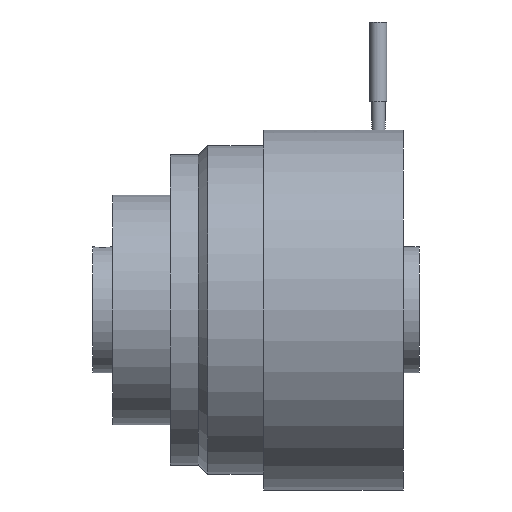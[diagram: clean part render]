
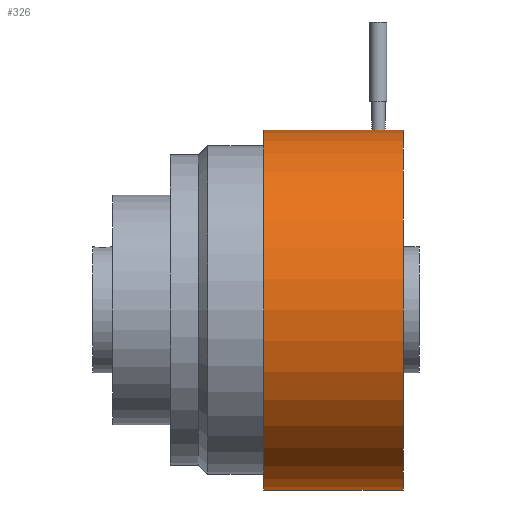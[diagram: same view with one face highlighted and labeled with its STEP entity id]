
A CAD part, front view. The second image highlights one B-rep face of the part: STEP entity #326.
In plain terms, the highlighted cylindrical face has radius 57.15 mm (diameter 114.3 mm), a partial arc.
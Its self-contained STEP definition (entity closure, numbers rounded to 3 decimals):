
#87=CARTESIAN_POINT('POINT94',(92.837,0.,
   57.15));
#88=VERTEX_POINT('VERTEX94',#87);
#96=CARTESIAN_POINT('POINT95',(88.519,0.,
   57.15));
#97=VERTEX_POINT('VERTEX95',#96);
#104=CARTESIAN_POINT('POINT96',(90.678,-2.159,
   57.109));
#105=VERTEX_POINT('VERTEX96',#104);
#106=B_SPLINE_CURVE_WITH_KNOTS('SPLINE_CRV10',3,(#107,#108,#109,#110,
   #111,#112,#113,#114,#115,#116),.UNSPECIFIED.,.F.,.F.,(4,2,2,2,4),(
   0.,0.032,0.064,
   0.096,0.128),.UNSPECIFIED.);
#107=CARTESIAN_POINT('',(90.678,-2.159,57.109))
   ;
#108=CARTESIAN_POINT('',(90.407,-2.159,
   57.109));
#109=CARTESIAN_POINT('',(90.118,-2.105,
   57.111));
#110=CARTESIAN_POINT('',(89.586,-1.884,
   57.119));
#111=CARTESIAN_POINT('',(89.343,-1.718,
   57.124));
#112=CARTESIAN_POINT('',(88.96,-1.335,
   57.135));
#113=CARTESIAN_POINT('',(88.794,-1.092,
   57.14));
#114=CARTESIAN_POINT('',(88.573,-0.56,
   57.148));
#115=CARTESIAN_POINT('',(88.519,-0.271,57.15))
   ;
#116=CARTESIAN_POINT('',(88.519,0.,57.15))
   ;
#117=EDGE_CURVE('EDGE155',#105,#97,#106,.T.);
#119=B_SPLINE_CURVE_WITH_KNOTS('SPLINE_CRV11',3,(#120,#121,#122,#123,
   #124,#125,#126,#127,#128,#129),.UNSPECIFIED.,.F.,.F.,(4,2,2,2,4),(
   0.384,0.416,0.448,
   0.48,0.512),.UNSPECIFIED.);
#120=CARTESIAN_POINT('',(92.837,0.,57.15));
#121=CARTESIAN_POINT('',(92.837,-0.271,57.15))
   ;
#122=CARTESIAN_POINT('',(92.783,-0.56,
   57.148));
#123=CARTESIAN_POINT('',(92.562,-1.092,
   57.14));
#124=CARTESIAN_POINT('',(92.396,-1.335,
   57.135));
#125=CARTESIAN_POINT('',(92.013,-1.718,
   57.124));
#126=CARTESIAN_POINT('',(91.77,-1.884,
   57.119));
#127=CARTESIAN_POINT('',(91.238,-2.105,
   57.111));
#128=CARTESIAN_POINT('',(90.949,-2.159,
   57.109));
#129=CARTESIAN_POINT('',(90.678,-2.159,57.109))
   ;
#130=EDGE_CURVE('EDGE156',#88,#105,#119,.T.);
#182=CARTESIAN_POINT('POINT99',(54.204,0.,
   57.15));
#183=VERTEX_POINT('VERTEX99',#182);
#184=CARTESIAN_POINT('POINT100',(54.204,0.,
   -57.15));
#185=VERTEX_POINT('VERTEX100',#184);
#186=CARTESIAN_POINT('POS151',(54.204,0.,0.));
#187=DIRECTION('DIR234',(-1.,0.,0.));
#188=DIRECTION('DIR235',(0.,0.,1.));
#189=AXIS2_PLACEMENT_3D('AXIS84',#186,#187,#188);
#190=CIRCLE('ELLIPSE40',#189,57.15);
#193=EDGE_CURVE('EDGE161',#185,#183,#190,.T.);
#287=CARTESIAN_POINT('POINT109',(98.552,0.,
   57.15));
#288=VERTEX_POINT('VERTEX109',#287);
#289=CARTESIAN_POINT('POS161',(76.378,0.,
   57.15));
#290=DIRECTION('DIR254',(-1.,0.,0.));
#291=VECTOR('VEC68',#290,1.);
#292=LINE('STRAIGHT68',#289,#291);
#293=EDGE_CURVE('EDGE170',#288,#88,#292,.T.);
#294=ORIENTED_EDGE('COEDGE324',*,*,#293,.T.);
#295=ORIENTED_EDGE('COEDGE325',*,*,#130,.T.);
#296=ORIENTED_EDGE('COEDGE326',*,*,#117,.T.);
#297=CARTESIAN_POINT('POS162',(76.378,0.,
   57.15));
#298=DIRECTION('DIR255',(-1.,0.,0.));
#299=VECTOR('VEC69',#298,1.);
#300=LINE('STRAIGHT69',#297,#299);
#301=EDGE_CURVE('EDGE171',#97,#183,#300,.T.);
#302=ORIENTED_EDGE('COEDGE327',*,*,#301,.T.);
#303=ORIENTED_EDGE('COEDGE328',*,*,#193,.F.);
#304=CARTESIAN_POINT('POINT110',(98.552,0.,
   -57.15));
#305=VERTEX_POINT('VERTEX110',#304);
#306=CARTESIAN_POINT('POS163',(76.378,0.,
   -57.15));
#307=DIRECTION('DIR256',(1.,0.,0.));
#308=VECTOR('VEC70',#307,1.);
#309=LINE('STRAIGHT70',#306,#308);
#310=EDGE_CURVE('EDGE172',#185,#305,#309,.T.);
#311=ORIENTED_EDGE('COEDGE329',*,*,#310,.T.);
#312=CARTESIAN_POINT('POS164',(98.552,0.,0.));
#313=DIRECTION('DIR257',(-1.,0.,0.));
#314=DIRECTION('DIR258',(0.,0.,1.));
#315=AXIS2_PLACEMENT_3D('AXIS94',#312,#313,#314);
#316=CIRCLE('ELLIPSE45',#315,57.15);
#317=EDGE_CURVE('EDGE173',#305,#288,#316,.T.);
#318=ORIENTED_EDGE('COEDGE330',*,*,#317,.T.);
#319=EDGE_LOOP('NONE',(#294,#295,#296,#302,#303,#311,#318));
#320=FACE_BOUND('LOOP1',#319,.T.);
#321=CARTESIAN_POINT('POS165',(76.378,0.,0.));
#322=DIRECTION('DIR259',(-1.,0.,0.));
#323=DIRECTION('DIR260',(0.,0.,1.));
#324=AXIS2_PLACEMENT_3D('AXIS95',#321,#322,#323);
#325=CYLINDRICAL_SURFACE('CONE_SURF28',#324,57.15);
#326=ADVANCED_FACE('FACE78',(#320),#325,.T.);
